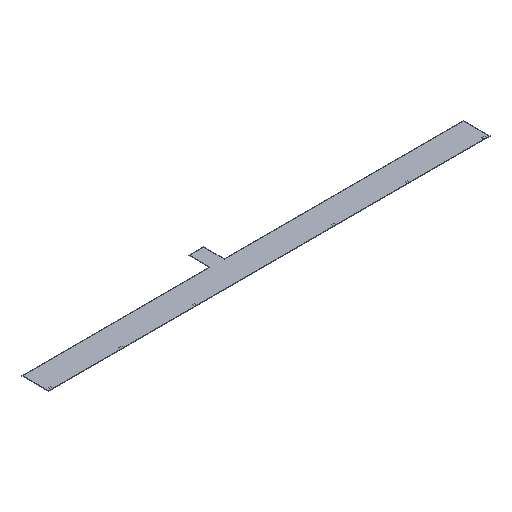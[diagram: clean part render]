
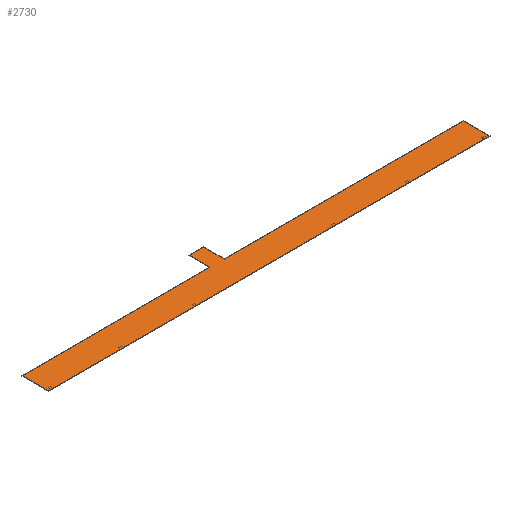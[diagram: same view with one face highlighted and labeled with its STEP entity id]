
A CAD part, isometric view. The second image highlights one B-rep face of the part: STEP entity #2730.
In plain terms, the highlighted planar face has unit normal (0, 0, 1).
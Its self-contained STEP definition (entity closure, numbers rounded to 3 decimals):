
#2108 = VERTEX_POINT('',#2109);
#2109 = CARTESIAN_POINT('',(17.,-153.5,0.28));
#2116 = PLANE('',#2117);
#2117 = AXIS2_PLACEMENT_3D('',#2118,#2119,#2120);
#2118 = CARTESIAN_POINT('',(17.,-153.5,0.));
#2119 = DIRECTION('',(-1.,0.,0.));
#2120 = DIRECTION('',(0.,1.,0.));
#2128 = PLANE('',#2129);
#2129 = AXIS2_PLACEMENT_3D('',#2130,#2131,#2132);
#2130 = CARTESIAN_POINT('',(292.,-153.5,0.));
#2131 = DIRECTION('',(0.,-1.,0.));
#2132 = DIRECTION('',(-1.,0.,0.));
#2140 = EDGE_CURVE('',#2108,#2141,#2143,.T.);
#2141 = VERTEX_POINT('',#2142);
#2142 = CARTESIAN_POINT('',(17.,-137.,0.28));
#2143 = SURFACE_CURVE('',#2144,(#2148,#2155),.PCURVE_S1.);
#2144 = LINE('',#2145,#2146);
#2145 = CARTESIAN_POINT('',(17.,-153.5,0.28));
#2146 = VECTOR('',#2147,1.);
#2147 = DIRECTION('',(0.,1.,0.));
#2148 = PCURVE('',#2116,#2149);
#2149 = DEFINITIONAL_REPRESENTATION('',(#2150),#2154);
#2150 = LINE('',#2151,#2152);
#2151 = CARTESIAN_POINT('',(0.,-0.28));
#2152 = VECTOR('',#2153,1.);
#2153 = DIRECTION('',(1.,0.));
#2154 = ( GEOMETRIC_REPRESENTATION_CONTEXT(2) 
PARAMETRIC_REPRESENTATION_CONTEXT() REPRESENTATION_CONTEXT('2D SPACE',''
  ) );
#2155 = PCURVE('',#2156,#2161);
#2156 = PLANE('',#2157);
#2157 = AXIS2_PLACEMENT_3D('',#2158,#2159,#2160);
#2158 = CARTESIAN_POINT('',(153.817,-144.428,0.28));
#2159 = DIRECTION('',(0.,0.,-1.));
#2160 = DIRECTION('',(-1.,0.,0.));
#2161 = DEFINITIONAL_REPRESENTATION('',(#2162),#2166);
#2162 = LINE('',#2163,#2164);
#2163 = CARTESIAN_POINT('',(136.817,-9.072));
#2164 = VECTOR('',#2165,1.);
#2165 = DIRECTION('',(0.,1.));
#2166 = ( GEOMETRIC_REPRESENTATION_CONTEXT(2) 
PARAMETRIC_REPRESENTATION_CONTEXT() REPRESENTATION_CONTEXT('2D SPACE',''
  ) );
#2184 = PLANE('',#2185);
#2185 = AXIS2_PLACEMENT_3D('',#2186,#2187,#2188);
#2186 = CARTESIAN_POINT('',(17.,-137.,0.));
#2187 = DIRECTION('',(0.,1.,0.));
#2188 = DIRECTION('',(1.,0.,0.));
#2226 = EDGE_CURVE('',#2141,#2227,#2229,.T.);
#2227 = VERTEX_POINT('',#2228);
#2228 = CARTESIAN_POINT('',(134.,-137.,0.28));
#2229 = SURFACE_CURVE('',#2230,(#2234,#2241),.PCURVE_S1.);
#2230 = LINE('',#2231,#2232);
#2231 = CARTESIAN_POINT('',(17.,-137.,0.28));
#2232 = VECTOR('',#2233,1.);
#2233 = DIRECTION('',(1.,0.,0.));
#2234 = PCURVE('',#2184,#2235);
#2235 = DEFINITIONAL_REPRESENTATION('',(#2236),#2240);
#2236 = LINE('',#2237,#2238);
#2237 = CARTESIAN_POINT('',(0.,-0.28));
#2238 = VECTOR('',#2239,1.);
#2239 = DIRECTION('',(1.,0.));
#2240 = ( GEOMETRIC_REPRESENTATION_CONTEXT(2) 
PARAMETRIC_REPRESENTATION_CONTEXT() REPRESENTATION_CONTEXT('2D SPACE',''
  ) );
#2241 = PCURVE('',#2156,#2242);
#2242 = DEFINITIONAL_REPRESENTATION('',(#2243),#2247);
#2243 = LINE('',#2244,#2245);
#2244 = CARTESIAN_POINT('',(136.817,7.428));
#2245 = VECTOR('',#2246,1.);
#2246 = DIRECTION('',(-1.,0.));
#2247 = ( GEOMETRIC_REPRESENTATION_CONTEXT(2) 
PARAMETRIC_REPRESENTATION_CONTEXT() REPRESENTATION_CONTEXT('2D SPACE',''
  ) );
#2265 = PLANE('',#2266);
#2266 = AXIS2_PLACEMENT_3D('',#2267,#2268,#2269);
#2267 = CARTESIAN_POINT('',(134.,-137.,0.));
#2268 = DIRECTION('',(-1.,0.,0.));
#2269 = DIRECTION('',(0.,1.,0.));
#2302 = EDGE_CURVE('',#2227,#2303,#2305,.T.);
#2303 = VERTEX_POINT('',#2304);
#2304 = CARTESIAN_POINT('',(134.,-124.,0.28));
#2305 = SURFACE_CURVE('',#2306,(#2310,#2317),.PCURVE_S1.);
#2306 = LINE('',#2307,#2308);
#2307 = CARTESIAN_POINT('',(134.,-137.,0.28));
#2308 = VECTOR('',#2309,1.);
#2309 = DIRECTION('',(0.,1.,0.));
#2310 = PCURVE('',#2265,#2311);
#2311 = DEFINITIONAL_REPRESENTATION('',(#2312),#2316);
#2312 = LINE('',#2313,#2314);
#2313 = CARTESIAN_POINT('',(0.,-0.28));
#2314 = VECTOR('',#2315,1.);
#2315 = DIRECTION('',(1.,0.));
#2316 = ( GEOMETRIC_REPRESENTATION_CONTEXT(2) 
PARAMETRIC_REPRESENTATION_CONTEXT() REPRESENTATION_CONTEXT('2D SPACE',''
  ) );
#2317 = PCURVE('',#2156,#2318);
#2318 = DEFINITIONAL_REPRESENTATION('',(#2319),#2323);
#2319 = LINE('',#2320,#2321);
#2320 = CARTESIAN_POINT('',(19.817,7.428));
#2321 = VECTOR('',#2322,1.);
#2322 = DIRECTION('',(0.,1.));
#2323 = ( GEOMETRIC_REPRESENTATION_CONTEXT(2) 
PARAMETRIC_REPRESENTATION_CONTEXT() REPRESENTATION_CONTEXT('2D SPACE',''
  ) );
#2341 = PLANE('',#2342);
#2342 = AXIS2_PLACEMENT_3D('',#2343,#2344,#2345);
#2343 = CARTESIAN_POINT('',(134.,-124.,0.));
#2344 = DIRECTION('',(0.,1.,0.));
#2345 = DIRECTION('',(1.,0.,0.));
#2378 = EDGE_CURVE('',#2303,#2379,#2381,.T.);
#2379 = VERTEX_POINT('',#2380);
#2380 = CARTESIAN_POINT('',(143.,-124.,0.28));
#2381 = SURFACE_CURVE('',#2382,(#2386,#2393),.PCURVE_S1.);
#2382 = LINE('',#2383,#2384);
#2383 = CARTESIAN_POINT('',(134.,-124.,0.28));
#2384 = VECTOR('',#2385,1.);
#2385 = DIRECTION('',(1.,0.,0.));
#2386 = PCURVE('',#2341,#2387);
#2387 = DEFINITIONAL_REPRESENTATION('',(#2388),#2392);
#2388 = LINE('',#2389,#2390);
#2389 = CARTESIAN_POINT('',(0.,-0.28));
#2390 = VECTOR('',#2391,1.);
#2391 = DIRECTION('',(1.,0.));
#2392 = ( GEOMETRIC_REPRESENTATION_CONTEXT(2) 
PARAMETRIC_REPRESENTATION_CONTEXT() REPRESENTATION_CONTEXT('2D SPACE',''
  ) );
#2393 = PCURVE('',#2156,#2394);
#2394 = DEFINITIONAL_REPRESENTATION('',(#2395),#2399);
#2395 = LINE('',#2396,#2397);
#2396 = CARTESIAN_POINT('',(19.817,20.428));
#2397 = VECTOR('',#2398,1.);
#2398 = DIRECTION('',(-1.,0.));
#2399 = ( GEOMETRIC_REPRESENTATION_CONTEXT(2) 
PARAMETRIC_REPRESENTATION_CONTEXT() REPRESENTATION_CONTEXT('2D SPACE',''
  ) );
#2417 = PLANE('',#2418);
#2418 = AXIS2_PLACEMENT_3D('',#2419,#2420,#2421);
#2419 = CARTESIAN_POINT('',(143.,-124.,0.));
#2420 = DIRECTION('',(1.,0.,0.));
#2421 = DIRECTION('',(0.,-1.,0.));
#2454 = EDGE_CURVE('',#2379,#2455,#2457,.T.);
#2455 = VERTEX_POINT('',#2456);
#2456 = CARTESIAN_POINT('',(143.,-137.,0.28));
#2457 = SURFACE_CURVE('',#2458,(#2462,#2469),.PCURVE_S1.);
#2458 = LINE('',#2459,#2460);
#2459 = CARTESIAN_POINT('',(143.,-124.,0.28));
#2460 = VECTOR('',#2461,1.);
#2461 = DIRECTION('',(0.,-1.,0.));
#2462 = PCURVE('',#2417,#2463);
#2463 = DEFINITIONAL_REPRESENTATION('',(#2464),#2468);
#2464 = LINE('',#2465,#2466);
#2465 = CARTESIAN_POINT('',(0.,-0.28));
#2466 = VECTOR('',#2467,1.);
#2467 = DIRECTION('',(1.,0.));
#2468 = ( GEOMETRIC_REPRESENTATION_CONTEXT(2) 
PARAMETRIC_REPRESENTATION_CONTEXT() REPRESENTATION_CONTEXT('2D SPACE',''
  ) );
#2469 = PCURVE('',#2156,#2470);
#2470 = DEFINITIONAL_REPRESENTATION('',(#2471),#2475);
#2471 = LINE('',#2472,#2473);
#2472 = CARTESIAN_POINT('',(10.817,20.428));
#2473 = VECTOR('',#2474,1.);
#2474 = DIRECTION('',(0.,-1.));
#2475 = ( GEOMETRIC_REPRESENTATION_CONTEXT(2) 
PARAMETRIC_REPRESENTATION_CONTEXT() REPRESENTATION_CONTEXT('2D SPACE',''
  ) );
#2493 = PLANE('',#2494);
#2494 = AXIS2_PLACEMENT_3D('',#2495,#2496,#2497);
#2495 = CARTESIAN_POINT('',(143.,-137.,0.));
#2496 = DIRECTION('',(0.,1.,0.));
#2497 = DIRECTION('',(1.,0.,0.));
#2530 = EDGE_CURVE('',#2455,#2531,#2533,.T.);
#2531 = VERTEX_POINT('',#2532);
#2532 = CARTESIAN_POINT('',(292.,-137.,0.28));
#2533 = SURFACE_CURVE('',#2534,(#2538,#2545),.PCURVE_S1.);
#2534 = LINE('',#2535,#2536);
#2535 = CARTESIAN_POINT('',(143.,-137.,0.28));
#2536 = VECTOR('',#2537,1.);
#2537 = DIRECTION('',(1.,0.,0.));
#2538 = PCURVE('',#2493,#2539);
#2539 = DEFINITIONAL_REPRESENTATION('',(#2540),#2544);
#2540 = LINE('',#2541,#2542);
#2541 = CARTESIAN_POINT('',(0.,-0.28));
#2542 = VECTOR('',#2543,1.);
#2543 = DIRECTION('',(1.,0.));
#2544 = ( GEOMETRIC_REPRESENTATION_CONTEXT(2) 
PARAMETRIC_REPRESENTATION_CONTEXT() REPRESENTATION_CONTEXT('2D SPACE',''
  ) );
#2545 = PCURVE('',#2156,#2546);
#2546 = DEFINITIONAL_REPRESENTATION('',(#2547),#2551);
#2547 = LINE('',#2548,#2549);
#2548 = CARTESIAN_POINT('',(10.817,7.428));
#2549 = VECTOR('',#2550,1.);
#2550 = DIRECTION('',(-1.,0.));
#2551 = ( GEOMETRIC_REPRESENTATION_CONTEXT(2) 
PARAMETRIC_REPRESENTATION_CONTEXT() REPRESENTATION_CONTEXT('2D SPACE',''
  ) );
#2569 = PLANE('',#2570);
#2570 = AXIS2_PLACEMENT_3D('',#2571,#2572,#2573);
#2571 = CARTESIAN_POINT('',(292.,-137.,0.));
#2572 = DIRECTION('',(1.,0.,0.));
#2573 = DIRECTION('',(0.,-1.,0.));
#2606 = EDGE_CURVE('',#2531,#2607,#2609,.T.);
#2607 = VERTEX_POINT('',#2608);
#2608 = CARTESIAN_POINT('',(292.,-153.5,0.28));
#2609 = SURFACE_CURVE('',#2610,(#2614,#2621),.PCURVE_S1.);
#2610 = LINE('',#2611,#2612);
#2611 = CARTESIAN_POINT('',(292.,-137.,0.28));
#2612 = VECTOR('',#2613,1.);
#2613 = DIRECTION('',(0.,-1.,0.));
#2614 = PCURVE('',#2569,#2615);
#2615 = DEFINITIONAL_REPRESENTATION('',(#2616),#2620);
#2616 = LINE('',#2617,#2618);
#2617 = CARTESIAN_POINT('',(0.,-0.28));
#2618 = VECTOR('',#2619,1.);
#2619 = DIRECTION('',(1.,0.));
#2620 = ( GEOMETRIC_REPRESENTATION_CONTEXT(2) 
PARAMETRIC_REPRESENTATION_CONTEXT() REPRESENTATION_CONTEXT('2D SPACE',''
  ) );
#2621 = PCURVE('',#2156,#2622);
#2622 = DEFINITIONAL_REPRESENTATION('',(#2623),#2627);
#2623 = LINE('',#2624,#2625);
#2624 = CARTESIAN_POINT('',(-138.183,7.428));
#2625 = VECTOR('',#2626,1.);
#2626 = DIRECTION('',(0.,-1.));
#2627 = ( GEOMETRIC_REPRESENTATION_CONTEXT(2) 
PARAMETRIC_REPRESENTATION_CONTEXT() REPRESENTATION_CONTEXT('2D SPACE',''
  ) );
#2677 = EDGE_CURVE('',#2607,#2108,#2678,.T.);
#2678 = SURFACE_CURVE('',#2679,(#2683,#2690),.PCURVE_S1.);
#2679 = LINE('',#2680,#2681);
#2680 = CARTESIAN_POINT('',(292.,-153.5,0.28));
#2681 = VECTOR('',#2682,1.);
#2682 = DIRECTION('',(-1.,0.,0.));
#2683 = PCURVE('',#2128,#2684);
#2684 = DEFINITIONAL_REPRESENTATION('',(#2685),#2689);
#2685 = LINE('',#2686,#2687);
#2686 = CARTESIAN_POINT('',(0.,-0.28));
#2687 = VECTOR('',#2688,1.);
#2688 = DIRECTION('',(1.,0.));
#2689 = ( GEOMETRIC_REPRESENTATION_CONTEXT(2) 
PARAMETRIC_REPRESENTATION_CONTEXT() REPRESENTATION_CONTEXT('2D SPACE',''
  ) );
#2690 = PCURVE('',#2156,#2691);
#2691 = DEFINITIONAL_REPRESENTATION('',(#2692),#2696);
#2692 = LINE('',#2693,#2694);
#2693 = CARTESIAN_POINT('',(-138.183,-9.072));
#2694 = VECTOR('',#2695,1.);
#2695 = DIRECTION('',(1.,0.));
#2696 = ( GEOMETRIC_REPRESENTATION_CONTEXT(2) 
PARAMETRIC_REPRESENTATION_CONTEXT() REPRESENTATION_CONTEXT('2D SPACE',''
  ) );
#2730 = ADVANCED_FACE('',(#2731),#2156,.F.);
#2731 = FACE_BOUND('',#2732,.F.);
#2732 = EDGE_LOOP('',(#2733,#2734,#2735,#2736,#2737,#2738,#2739,#2740));
#2733 = ORIENTED_EDGE('',*,*,#2140,.T.);
#2734 = ORIENTED_EDGE('',*,*,#2226,.T.);
#2735 = ORIENTED_EDGE('',*,*,#2302,.T.);
#2736 = ORIENTED_EDGE('',*,*,#2378,.T.);
#2737 = ORIENTED_EDGE('',*,*,#2454,.T.);
#2738 = ORIENTED_EDGE('',*,*,#2530,.T.);
#2739 = ORIENTED_EDGE('',*,*,#2606,.T.);
#2740 = ORIENTED_EDGE('',*,*,#2677,.T.);
